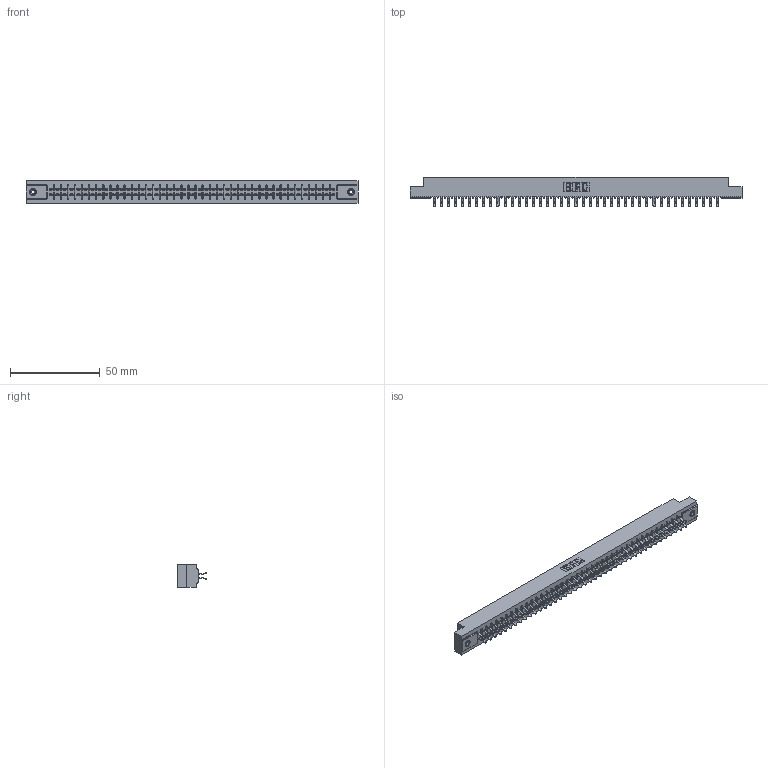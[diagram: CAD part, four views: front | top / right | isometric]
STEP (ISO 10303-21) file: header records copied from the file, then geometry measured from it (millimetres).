
FILE_DESCRIPTION (( 'STEP AP203' ), '1' );
FILE_NAME ('305-082-556-508.STEP', '2019-09-10T11:41:47', ( '' ), ( '' ), 'SwSTEP 2.0', 'SolidWorks 2016', '' );
FILE_SCHEMA (( 'CONFIG_CONTROL_DESIGN' ));
Length unit declared in the file: inch
Products named in the file (4): 305 Part_.156 Dia; 305-290-001_556; 305-082-556-508; 345-250-001_345-250-003-102
Assembly tree (85 placements, depth 2):
  305-082-556-508
    305 Part_.156 Dia
    305-290-001_556  x82
    345-250-001_345-250-003-102  x2
Bounding box: 185.47 x 16.64 x 12.7 mm (x, y, z)
Volume: 18757.7 mm3; surface area: 24795.9 mm2
Topology: 85 solids, 85 shells, 4768 faces, 13695 edges, 8902 vertices
Faces by surface type: plane 2642, cylinder 1946, sphere 164, cone 12, torus 4
Entity records: 45921 total; most frequent: CARTESIAN_POINT 7584, ORIENTED_EDGE 7522, DIRECTION 7351, EDGE_CURVE 3761, LINE 3033, VECTOR 3033, VERTEX_POINT 2392, AXIS2_PLACEMENT_3D 2159
